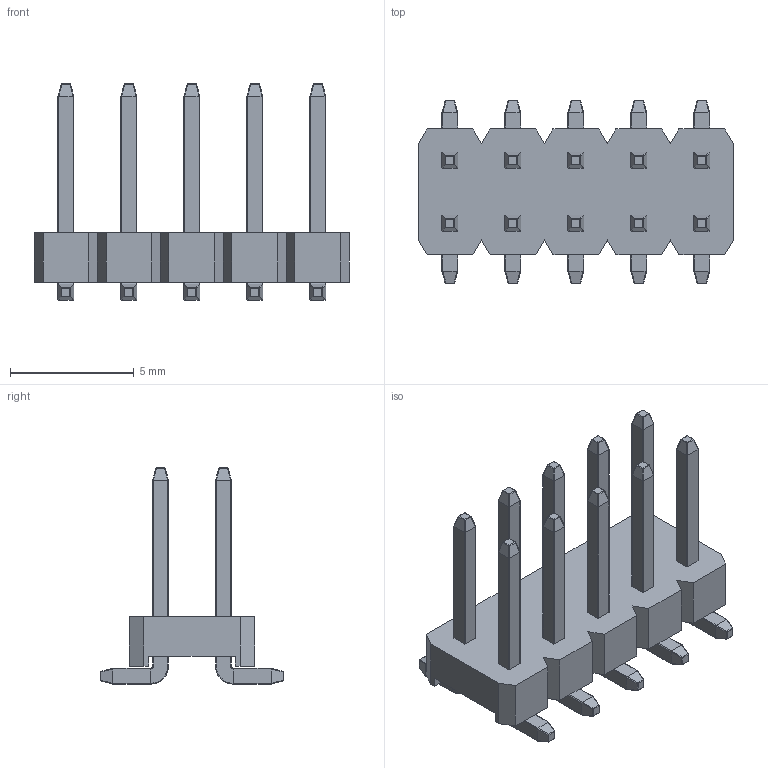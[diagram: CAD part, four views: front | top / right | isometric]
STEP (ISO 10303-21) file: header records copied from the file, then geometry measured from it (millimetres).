
FILE_DESCRIPTION (( 'STEP AP214' ), '1' );
FILE_NAME ('HDR2.54-M-LS-2X5P.step', '2022-07-02T13:31:57', ( '' ), ( '' ), 'SwSTEP 2.0', 'SolidWorks 2020', '' );
FILE_SCHEMA (( 'AUTOMOTIVE_DESIGN' ));
Length unit declared in the file: millimetre
Products named in the file (1): HDR2.54-M-LS-2X5P
Bounding box: 12.71 x 7.4 x 8.72 mm (x, y, z)
Volume: 142.7 mm3; surface area: 429.6 mm2
Topology: 1 solids, 1 shells, 892 faces, 2253 edges, 1362 vertices
Faces by surface type: plane 364, cylinder 250, bspline 178, sphere 80, torus 20
Entity records: 38669 total; most frequent: CARTESIAN_POINT 9484, ORIENTED_EDGE 4426, DIRECTION 3523, EDGE_CURVE 2213, VERTEX_POINT 1362, LINE 1213, VECTOR 1213, AXIS2_PLACEMENT_3D 1155
